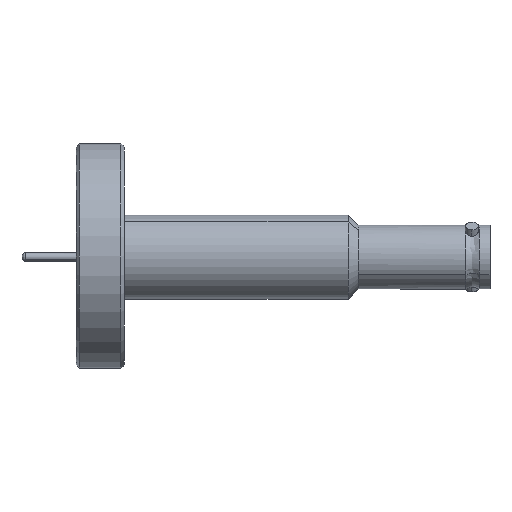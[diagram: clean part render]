
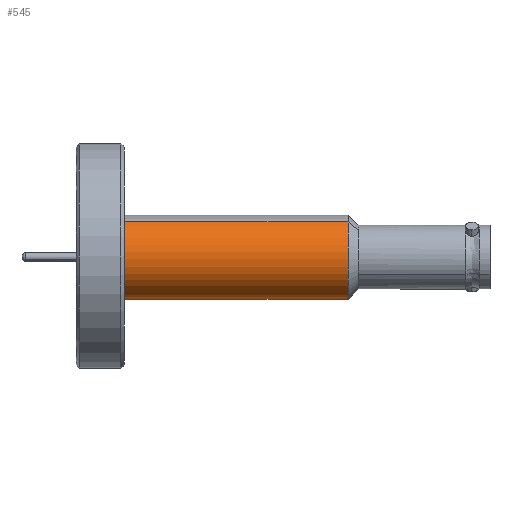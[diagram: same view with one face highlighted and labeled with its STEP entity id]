
A CAD part, left-side view. The second image highlights one B-rep face of the part: STEP entity #545.
In plain terms, the highlighted cylindrical face has radius 6.312 mm (diameter 12.624 mm), a partial arc.
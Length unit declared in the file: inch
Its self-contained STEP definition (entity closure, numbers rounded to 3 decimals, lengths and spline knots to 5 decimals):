
#143 = EDGE_CURVE ( 'NONE', #361, #363, #1846, .T. ) ;
#157 = EDGE_CURVE ( 'NONE', #364, #3226, #1793, .T. ) ;
#179 = EDGE_CURVE ( 'NONE', #364, #361, #2646, .T. ) ;
#182 = EDGE_CURVE ( 'NONE', #3226, #363, #2591, .T. ) ;
#361 = VERTEX_POINT ( 'NONE', #556 ) ;
#363 = VERTEX_POINT ( 'NONE', #578 ) ;
#364 = VERTEX_POINT ( 'NONE', #577 ) ;
#545 = ADVANCED_FACE ( 'NONE', ( #3717 ), #3723, .T. ) ;
#556 = CARTESIAN_POINT ( 'NONE',  ( -0.14594, -1.3265, 0.20149 ) ) ;
#577 = CARTESIAN_POINT ( 'NONE',  ( 0.12589, -1.3265, -0.21459 ) ) ;
#578 = CARTESIAN_POINT ( 'NONE',  ( -0.14594, -0.003, 0.20149 ) ) ;
#918 = CARTESIAN_POINT ( 'NONE',  ( -0.01003, -0.003, -0.00655 ) ) ;
#927 = DIRECTION ( 'NONE',  ( -0.547, 0., 0.837 ) ) ;
#930 = DIRECTION ( 'NONE',  ( 0., 1., 0. ) ) ;
#958 = AXIS2_PLACEMENT_3D ( 'NONE', #3720, #3715, #3725 ) ;
#1097 = DIRECTION ( 'NONE',  ( 0.547, 0., -0.837 ) ) ;
#1098 = DIRECTION ( 'NONE',  ( 0., 1., 0. ) ) ;
#1099 = CARTESIAN_POINT ( 'NONE',  ( -0.01003, -1.3265, -0.00655 ) ) ;
#1163 = DIRECTION ( 'NONE',  ( 0., 1., 0. ) ) ;
#1792 = CARTESIAN_POINT ( 'NONE',  ( 0.12589, -0.886, -0.21459 ) ) ;
#1793 = LINE ( 'NONE', #1792, #2604 ) ;
#1841 = DIRECTION ( 'NONE',  ( 0., 1., 0. ) ) ;
#1846 = LINE ( 'NONE', #1851, #2657 ) ;
#1851 = CARTESIAN_POINT ( 'NONE',  ( -0.14594, -0.886, 0.20149 ) ) ;
#2509 = CARTESIAN_POINT ( 'NONE',  ( 0.12589, -0.003, -0.21459 ) ) ;
#2591 = CIRCLE ( 'NONE', #2597, 0.2485 ) ;
#2597 = AXIS2_PLACEMENT_3D ( 'NONE', #918, #930, #927 ) ;
#2604 = VECTOR ( 'NONE', #1163, 39.37008 ) ;
#2646 = CIRCLE ( 'NONE', #2647, 0.2485 ) ;
#2647 = AXIS2_PLACEMENT_3D ( 'NONE', #1099, #1098, #1097 ) ;
#2657 = VECTOR ( 'NONE', #1841, 39.37008 ) ;
#3226 = VERTEX_POINT ( 'NONE', #2509 ) ;
#3586 = ORIENTED_EDGE ( 'NONE', *, *, #179, .T. ) ;
#3587 = ORIENTED_EDGE ( 'NONE', *, *, #143, .T. ) ;
#3588 = ORIENTED_EDGE ( 'NONE', *, *, #182, .F. ) ;
#3589 = ORIENTED_EDGE ( 'NONE', *, *, #157, .F. ) ;
#3601 = EDGE_LOOP ( 'NONE', ( #3586, #3587, #3588, #3589 ) ) ;
#3715 = DIRECTION ( 'NONE',  ( 0., 1., 0. ) ) ;
#3717 = FACE_OUTER_BOUND ( 'NONE', #3601, .T. ) ;
#3720 = CARTESIAN_POINT ( 'NONE',  ( -0.01003, -0.886, -0.00655 ) ) ;
#3723 = CYLINDRICAL_SURFACE ( 'NONE', #958, 0.2485 ) ;
#3725 = DIRECTION ( 'NONE',  ( 0.547, 0., -0.837 ) ) ;
